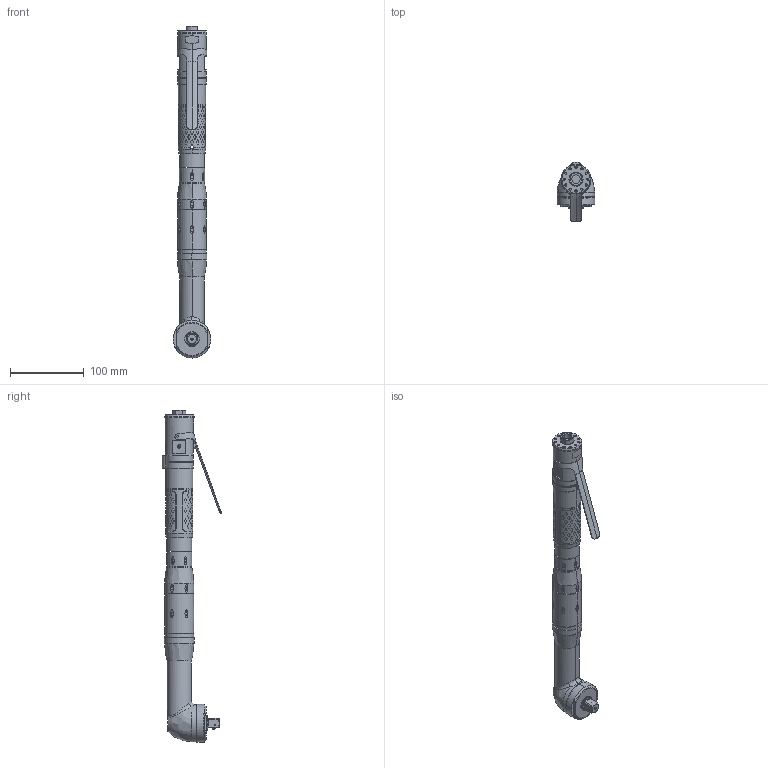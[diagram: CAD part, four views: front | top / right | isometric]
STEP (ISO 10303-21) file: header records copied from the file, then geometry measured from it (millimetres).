
FILE_DESCRIPTION((''),'2;1');
FILE_NAME('EXT_COMP_SW0003','2022-02-10T12:27:21',('INEdipo'),(''),'CREO PARAMETRIC BY PTC INC, 2020281','CREO PARAMETRIC BY PTC INC, 2020281','');
FILE_SCHEMA(('CONFIG_CONTROL_DESIGN'));
Length unit declared in the file: inch
Products named in the file (1): EXT_COMP_SW0003
Bounding box: 51 x 80.52 x 449.43 mm (x, y, z)
Volume: 508127.4 mm3; surface area: 76732.8 mm2
Topology: 4 solids, 4 shells, 1322 faces, 3442 edges, 2249 vertices
Faces by surface type: bspline 803, cylinder 281, plane 105, torus 64, cone 59, sphere 8, extrusion 2
Entity records: 87708 total; most frequent: CARTESIAN_POINT 60923, ORIENTED_EDGE 6856, EDGE_CURVE 3428, DIRECTION 3103, VERTEX_POINT 2249, B_SPLINE_CURVE_WITH_KNOTS 1831, EDGE_LOOP 1465, FACE_OUTER_BOUND 1322
